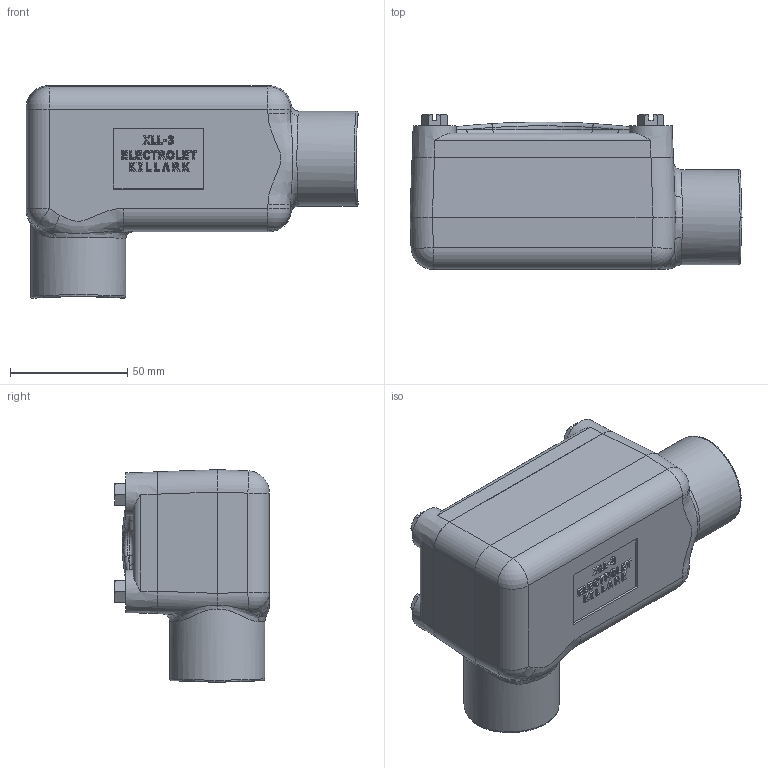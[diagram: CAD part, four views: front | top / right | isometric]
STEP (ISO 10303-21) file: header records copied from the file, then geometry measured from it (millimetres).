
FILE_DESCRIPTION(/* description */ (''),/* implementation_level */ '2;1');
FILE_NAME(/* name */ 'KIL_XLL-3.stp',/* time_stamp */ '2021-03-24T12:50:43+05:00',/* author */ ('kr'),/* organization */ (''),/* preprocessor_version */ 'ST-DEVELOPER v18',/* originating_system */ 'Autodesk Inventor 2020',/* authorisation */ '');
FILE_SCHEMA (('AUTOMOTIVE_DESIGN { 1 0 10303 214 3 1 1 }'));
Products named in the file (4): XC-3; 0241114M; 0248902M; ANSI B18.6.3 - 1/4-20x0.875
Assembly tree (6 placements, depth 2):
  XC-3
    0241114M
    0248902M
    ANSI B18.6.3 - 1/4-20x0.875  x4
Bounding box: 141.29 x 65.94 x 90.49 mm (x, y, z)
Volume: 228224.5 mm3; surface area: 77260.6 mm2
Topology: 6 solids, 6 shells, 5051 faces, 13600 edges, 8981 vertices
Faces by surface type: plane 2853, bspline 1815, cylinder 289, cone 52, torus 22, sphere 20
Full cylindrical faces by diameter (mm): 1.476 x1, 1.762 x1, 4.978 x4, 6.35 x4, 12.938 x1, 15.875 x1, 40.488 x2
Entity records: 195411 total; most frequent: CARTESIAN_POINT 81638, ORIENTED_EDGE 26844, DIRECTION 17447, EDGE_CURVE 13422, VERTEX_POINT 8882, LINE 8077, VECTOR 8077, EDGE_LOOP 5442
